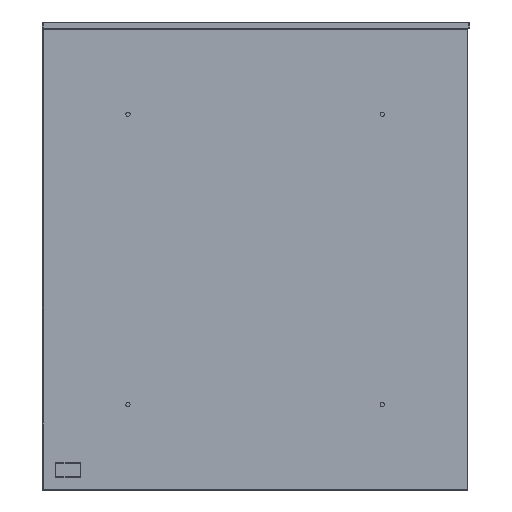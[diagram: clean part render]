
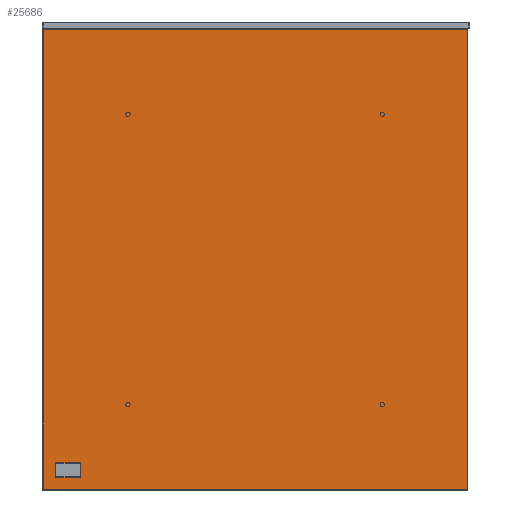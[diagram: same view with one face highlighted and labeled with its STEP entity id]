
A CAD part, left-side view. The second image highlights one B-rep face of the part: STEP entity #25686.
In plain terms, the highlighted planar face has unit normal (-1, 0, 0).
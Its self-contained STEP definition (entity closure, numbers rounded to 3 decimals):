
#25325=CARTESIAN_POINT('',(-3723.565,5493.44,-59.131));
#25326=VERTEX_POINT('',#25325);
#25327=CARTESIAN_POINT('',(-3723.565,5493.44,-596.869));
#25328=VERTEX_POINT('',#25327);
#25329=CARTESIAN_POINT('',(-3723.565,5493.44,-59.131));
#25330=DIRECTION('',(0.0,0.0,-1.0));
#25331=VECTOR('',#25330,537.737);
#25332=LINE('',#25329,#25331);
#25333=EDGE_CURVE('',#25326,#25328,#25332,.T.);
#25365=CARTESIAN_POINT('',(-3723.565,5493.771,-597.2));
#25366=VERTEX_POINT('',#25365);
#25367=CARTESIAN_POINT('',(-3723.565,5493.44,-596.869));
#25368=DIRECTION('',(0.0,0.707,-0.707));
#25369=VECTOR('',#25368,0.469);
#25370=LINE('',#25367,#25369);
#25371=EDGE_CURVE('',#25328,#25366,#25370,.T.);
#25396=CARTESIAN_POINT('',(-3723.565,5989.508,-597.2));
#25397=VERTEX_POINT('',#25396);
#25398=CARTESIAN_POINT('',(-3723.565,5493.771,-597.2));
#25399=DIRECTION('',(0.0,1.0,0.0));
#25400=VECTOR('',#25399,495.737);
#25401=LINE('',#25398,#25400);
#25402=EDGE_CURVE('',#25366,#25397,#25401,.T.);
#25436=CARTESIAN_POINT('',(-3723.565,5989.84,-596.869));
#25437=VERTEX_POINT('',#25436);
#25438=CARTESIAN_POINT('',(-3723.565,5989.508,-597.2));
#25439=DIRECTION('',(0.0,0.707,0.707));
#25440=VECTOR('',#25439,0.469);
#25441=LINE('',#25438,#25440);
#25442=EDGE_CURVE('',#25397,#25437,#25441,.T.);
#25467=CARTESIAN_POINT('',(-3723.565,5989.84,-59.131));
#25468=VERTEX_POINT('',#25467);
#25469=CARTESIAN_POINT('',(-3723.565,5989.84,-596.869));
#25470=DIRECTION('',(0.0,0.0,1.0));
#25471=VECTOR('',#25470,537.737);
#25472=LINE('',#25469,#25471);
#25473=EDGE_CURVE('',#25437,#25468,#25472,.T.);
#25498=CARTESIAN_POINT('',(-3723.565,5989.508,-58.8));
#25499=VERTEX_POINT('',#25498);
#25500=CARTESIAN_POINT('',(-3723.565,5989.84,-59.131));
#25501=DIRECTION('',(0.0,-0.707,0.707));
#25502=VECTOR('',#25501,0.469);
#25503=LINE('',#25500,#25502);
#25504=EDGE_CURVE('',#25468,#25499,#25503,.T.);
#25529=CARTESIAN_POINT('',(-3723.565,5493.771,-58.8));
#25530=VERTEX_POINT('',#25529);
#25531=CARTESIAN_POINT('',(-3723.565,5989.508,-58.8));
#25532=DIRECTION('',(0.0,-1.0,0.0));
#25533=VECTOR('',#25532,495.737);
#25534=LINE('',#25531,#25533);
#25535=EDGE_CURVE('',#25499,#25530,#25534,.T.);
#25558=CARTESIAN_POINT('',(-3723.565,5493.771,-58.8));
#25559=DIRECTION('',(0.0,-0.707,-0.707));
#25560=VECTOR('',#25559,0.469);
#25561=LINE('',#25558,#25560);
#25562=EDGE_CURVE('',#25530,#25326,#25561,.T.);
#25671=CARTESIAN_POINT('',(-3723.565,5741.64,-597.201));
#25672=DIRECTION('',(-1.0,0.0,0.0));
#25673=DIRECTION('',(0.0,0.0,1.0));
#25674=AXIS2_PLACEMENT_3D('',#25671,#25672,#25673);
#25675=PLANE('',#25674);
#25676=ORIENTED_EDGE('',*,*,#25333,.F.);
#25677=ORIENTED_EDGE('',*,*,#25562,.F.);
#25678=ORIENTED_EDGE('',*,*,#25535,.F.);
#25679=ORIENTED_EDGE('',*,*,#25504,.F.);
#25680=ORIENTED_EDGE('',*,*,#25473,.F.);
#25681=ORIENTED_EDGE('',*,*,#25442,.F.);
#25682=ORIENTED_EDGE('',*,*,#25402,.F.);
#25683=ORIENTED_EDGE('',*,*,#25371,.F.);
#25684=EDGE_LOOP('',(#25676,#25677,#25678,#25679,#25680,#25681,#25682,#25683));
#25685=FACE_OUTER_BOUND('',#25684,.T.);
#25686=ADVANCED_FACE('',(#25685),#25675,.T.);
